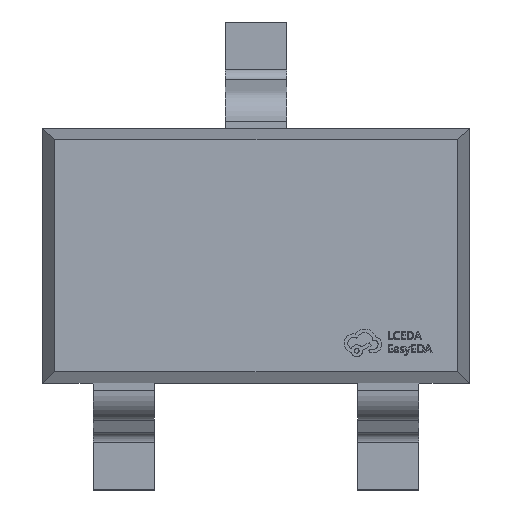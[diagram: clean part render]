
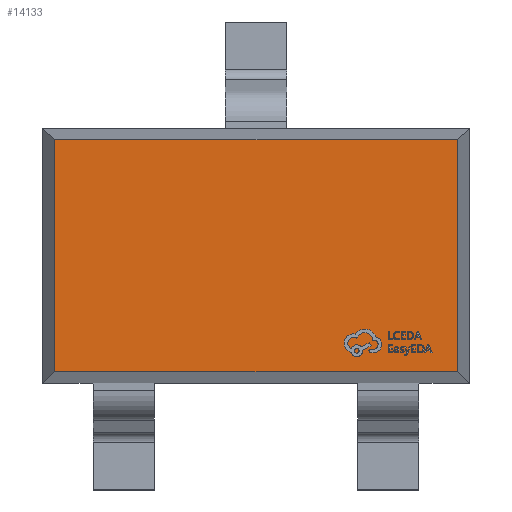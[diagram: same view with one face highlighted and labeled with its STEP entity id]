
A CAD part, top view. The second image highlights one B-rep face of the part: STEP entity #14133.
In plain terms, the highlighted planar face has unit normal (0, 0, 1).
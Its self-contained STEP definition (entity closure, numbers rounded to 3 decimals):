
#449 = CARTESIAN_POINT ( 'NONE',  ( 1.05, 0.571, 0.9 ) ) ;
#1571 = ORIENTED_EDGE ( 'NONE', *, *, #2072, .T. ) ;
#2072 = EDGE_CURVE ( 'NONE', #11045, #2391, #3049, .T. ) ;
#2382 = CARTESIAN_POINT ( 'NONE',  ( 0.988, -0.571, 0.9 ) ) ;
#2391 = VERTEX_POINT ( 'NONE', #11871 ) ;
#3049 = LINE ( 'NONE', #449, #5757 ) ;
#3486 = LINE ( 'NONE', #5003, #10401 ) ;
#3797 = DIRECTION ( 'NONE',  ( 1., 0., 0. ) ) ;
#3799 = DIRECTION ( 'NONE',  ( 0., -1., 0. ) ) ;
#4433 = VECTOR ( 'NONE', #3799, 1000. ) ;
#5003 = CARTESIAN_POINT ( 'NONE',  ( 0.988, 9.675, 0.9 ) ) ;
#5074 = LINE ( 'NONE', #10153, #4433 ) ;
#5525 = EDGE_CURVE ( 'NONE', #9148, #15269, #10525, .T. ) ;
#5560 = DIRECTION ( 'NONE',  ( -1., 0., 0. ) ) ;
#5757 = VECTOR ( 'NONE', #5560, 1000. ) ;
#6854 = DIRECTION ( 'NONE',  ( -1., 0., 0. ) ) ;
#8243 = FACE_OUTER_BOUND ( 'NONE', #8353, .T. ) ;
#8353 = EDGE_LOOP ( 'NONE', ( #10268, #1571, #8485, #12486 ) ) ;
#8404 = CARTESIAN_POINT ( 'NONE',  ( 0., 0., 0.9 ) ) ;
#8485 = ORIENTED_EDGE ( 'NONE', *, *, #14986, .T. ) ;
#8581 = DIRECTION ( 'NONE',  ( 0., -1., 0. ) ) ;
#9148 = VERTEX_POINT ( 'NONE', #2382 ) ;
#10153 = CARTESIAN_POINT ( 'NONE',  ( -0.988, 9.675, 0.9 ) ) ;
#10268 = ORIENTED_EDGE ( 'NONE', *, *, #13047, .F. ) ;
#10401 = VECTOR ( 'NONE', #8581, 1000. ) ;
#10525 = LINE ( 'NONE', #15687, #11933 ) ;
#11045 = VERTEX_POINT ( 'NONE', #13865 ) ;
#11871 = CARTESIAN_POINT ( 'NONE',  ( -0.988, 0.571, 0.9 ) ) ;
#11933 = VECTOR ( 'NONE', #6854, 1000. ) ;
#12200 = PLANE ( 'NONE',  #16211 ) ;
#12486 = ORIENTED_EDGE ( 'NONE', *, *, #5525, .F. ) ;
#13047 = EDGE_CURVE ( 'NONE', #11045, #9148, #3486, .T. ) ;
#13537 = DIRECTION ( 'NONE',  ( 0., 0., 1. ) ) ;
#13865 = CARTESIAN_POINT ( 'NONE',  ( 0.988, 0.571, 0.9 ) ) ;
#14133 = ADVANCED_FACE ( 'NONE', ( #8243 ), #12200, .T. ) ;
#14986 = EDGE_CURVE ( 'NONE', #2391, #15269, #5074, .T. ) ;
#15269 = VERTEX_POINT ( 'NONE', #16319 ) ;
#15687 = CARTESIAN_POINT ( 'NONE',  ( 1.05, -0.571, 0.9 ) ) ;
#16211 = AXIS2_PLACEMENT_3D ( 'NONE', #8404, #13537, #3797 ) ;
#16319 = CARTESIAN_POINT ( 'NONE',  ( -0.988, -0.571, 0.9 ) ) ;
